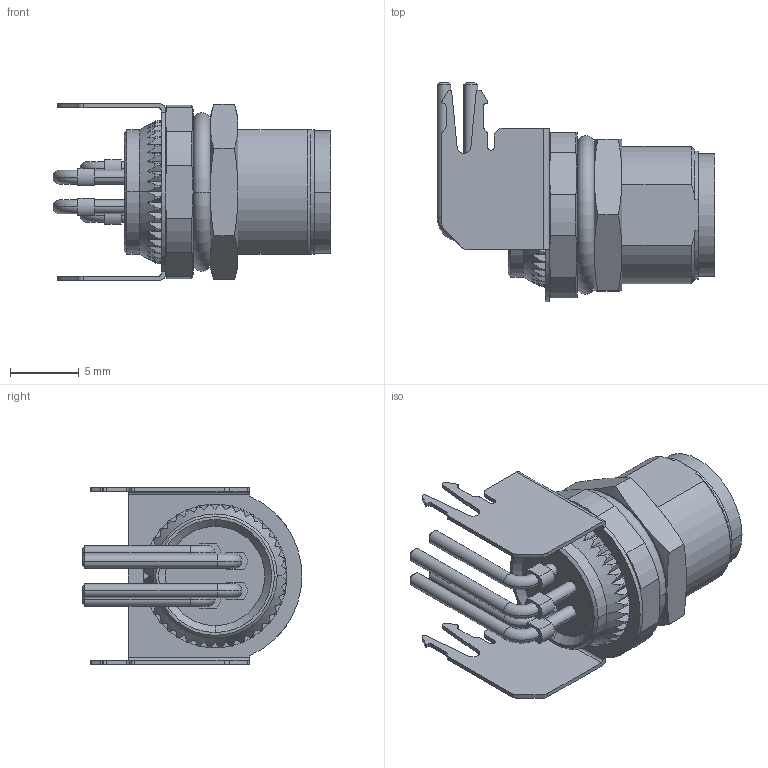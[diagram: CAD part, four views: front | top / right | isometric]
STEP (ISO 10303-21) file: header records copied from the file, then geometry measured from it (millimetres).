
FILE_DESCRIPTION((''),'2;1');
FILE_NAME('M8S-04PFFR-SF8001','2016-01-07T',('ks7709'),(''),'PRO/ENGINEER BY PARAMETRIC TECHNOLOGY CORPORATION, 2013050','PRO/ENGINEER BY PARAMETRIC TECHNOLOGY CORPORATION, 2013050','');
FILE_SCHEMA(('CONFIG_CONTROL_DESIGN'));
Length unit declared in the file: millimetre
Products named in the file (1): M8S-04PFFR-SF8001
Bounding box: 20.15 x 15.95 x 12.8 mm (x, y, z)
Volume: 1265.9 mm3; surface area: 1572.4 mm2
Topology: 1 solids, 1 shells, 499 faces, 1354 edges, 885 vertices
Faces by surface type: plane 219, cylinder 183, torus 54, cone 43
Entity records: 17777 total; most frequent: CARTESIAN_POINT 3725, ORIENTED_EDGE 2708, DIRECTION 2615, EDGE_CURVE 1354, AXIS2_PLACEMENT_3D 974, VERTEX_POINT 885, VECTOR 667, LINE 667
